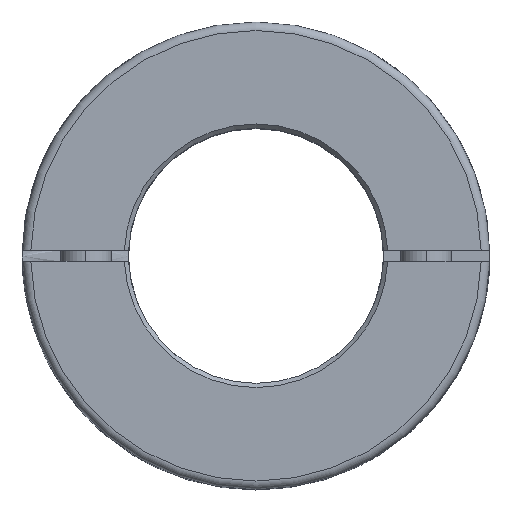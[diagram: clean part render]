
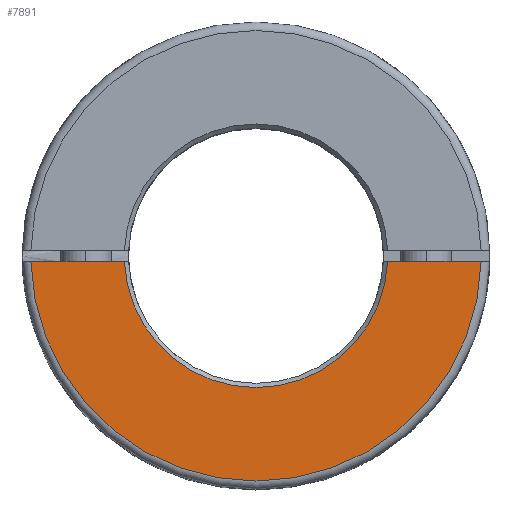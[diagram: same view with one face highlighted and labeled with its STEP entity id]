
A CAD part, top view. The second image highlights one B-rep face of the part: STEP entity #7891.
In plain terms, the highlighted planar face has unit normal (0, 0, 1).
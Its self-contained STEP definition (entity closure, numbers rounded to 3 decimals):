
#57 = CARTESIAN_POINT ( 'NONE',  ( 0., -0.65, 23. ) ) ;
#154 = CARTESIAN_POINT ( 'NONE',  ( -15.486, -0.65, 23. ) ) ;
#393 = DIRECTION ( 'NONE',  ( 1., 0., 0. ) ) ;
#559 = EDGE_CURVE ( 'NONE', #3003, #7965, #4822, .T. ) ;
#760 = CARTESIAN_POINT ( 'NONE',  ( 15.486, -0.65, 23. ) ) ;
#855 = EDGE_LOOP ( 'NONE', ( #1293, #4642, #1091, #7366 ) ) ;
#1091 = ORIENTED_EDGE ( 'NONE', *, *, #559, .T. ) ;
#1149 = VECTOR ( 'NONE', #5055, 1000. ) ;
#1287 = AXIS2_PLACEMENT_3D ( 'NONE', #5865, #5255, #7712 ) ;
#1293 = ORIENTED_EDGE ( 'NONE', *, *, #5558, .T. ) ;
#1509 = VECTOR ( 'NONE', #5172, 1000. ) ;
#1624 = CARTESIAN_POINT ( 'NONE',  ( 0., 0., 23. ) ) ;
#2058 = EDGE_CURVE ( 'NONE', #7965, #2645, #7392, .T. ) ;
#2265 = FACE_OUTER_BOUND ( 'NONE', #855, .T. ) ;
#2400 = CIRCLE ( 'NONE', #7471, 26.5 ) ;
#2645 = VERTEX_POINT ( 'NONE', #4812 ) ;
#2693 = AXIS2_PLACEMENT_3D ( 'NONE', #1624, #7244, #393 ) ;
#2813 = EDGE_CURVE ( 'NONE', #7396, #3003, #5054, .T. ) ;
#3003 = VERTEX_POINT ( 'NONE', #760 ) ;
#3017 = CARTESIAN_POINT ( 'NONE',  ( 26.492, -0.65, 23. ) ) ;
#3494 = PLANE ( 'NONE',  #2693 ) ;
#3764 = CARTESIAN_POINT ( 'NONE',  ( 0., -0.65, 23. ) ) ;
#4642 = ORIENTED_EDGE ( 'NONE', *, *, #2813, .T. ) ;
#4812 = CARTESIAN_POINT ( 'NONE',  ( -26.492, -0.65, 23. ) ) ;
#4822 = CIRCLE ( 'NONE', #1287, 15.5 ) ;
#4830 = DIRECTION ( 'NONE',  ( 1., 0., 0. ) ) ;
#5054 = LINE ( 'NONE', #57, #1509 ) ;
#5055 = DIRECTION ( 'NONE',  ( -1., 0., 0. ) ) ;
#5172 = DIRECTION ( 'NONE',  ( -1., 0., 0. ) ) ;
#5255 = DIRECTION ( 'NONE',  ( 0., 0., -1. ) ) ;
#5445 = DIRECTION ( 'NONE',  ( 0., 0., 1. ) ) ;
#5558 = EDGE_CURVE ( 'NONE', #2645, #7396, #2400, .T. ) ;
#5865 = CARTESIAN_POINT ( 'NONE',  ( 0., 0., 23. ) ) ;
#7244 = DIRECTION ( 'NONE',  ( 0., 0., 1. ) ) ;
#7366 = ORIENTED_EDGE ( 'NONE', *, *, #2058, .T. ) ;
#7392 = LINE ( 'NONE', #3764, #1149 ) ;
#7396 = VERTEX_POINT ( 'NONE', #3017 ) ;
#7471 = AXIS2_PLACEMENT_3D ( 'NONE', #7982, #5445, #4830 ) ;
#7712 = DIRECTION ( 'NONE',  ( 1., 0., 0. ) ) ;
#7891 = ADVANCED_FACE ( 'NONE', ( #2265 ), #3494, .T. ) ;
#7965 = VERTEX_POINT ( 'NONE', #154 ) ;
#7982 = CARTESIAN_POINT ( 'NONE',  ( 0., 0., 23. ) ) ;
